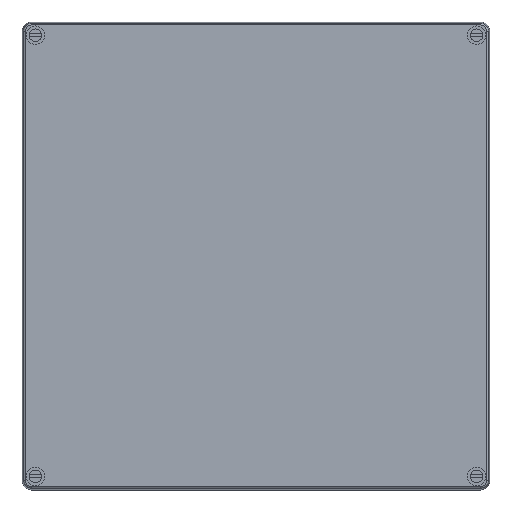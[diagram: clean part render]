
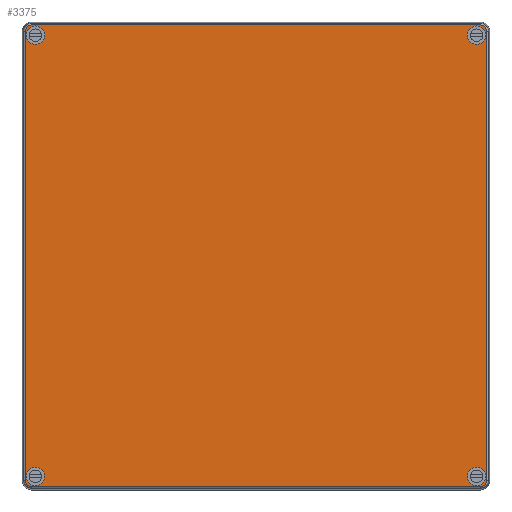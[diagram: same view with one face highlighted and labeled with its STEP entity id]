
A CAD part, top view. The second image highlights one B-rep face of the part: STEP entity #3375.
In plain terms, the highlighted planar face has unit normal (0, 0, 1).
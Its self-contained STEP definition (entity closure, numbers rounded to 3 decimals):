
#3375 = ADVANCED_FACE( '', ( #8293, #8294, #8295, #8296, #8297 ), #8298, .T. );
#8293 = FACE_BOUND( '', #15021, .T. );
#8294 = FACE_BOUND( '', #15022, .T. );
#8295 = FACE_BOUND( '', #15023, .T. );
#8296 = FACE_BOUND( '', #15024, .T. );
#8297 = FACE_OUTER_BOUND( '', #15025, .T. );
#8298 = PLANE( '', #15026 );
#15021 = EDGE_LOOP( '', ( #25015 ) );
#15022 = EDGE_LOOP( '', ( #25016 ) );
#15023 = EDGE_LOOP( '', ( #25017 ) );
#15024 = EDGE_LOOP( '', ( #25018 ) );
#15025 = EDGE_LOOP( '', ( #25019, #25020, #25021, #25022, #25023, #25024, #25025, #25026 ) );
#15026 = AXIS2_PLACEMENT_3D( '', #25027, #25028, #25029 );
#25015 = ORIENTED_EDGE( '', *, *, #41108, .F. );
#25016 = ORIENTED_EDGE( '', *, *, #41109, .F. );
#25017 = ORIENTED_EDGE( '', *, *, #41110, .F. );
#25018 = ORIENTED_EDGE( '', *, *, #41111, .F. );
#25019 = ORIENTED_EDGE( '', *, *, #41112, .T. );
#25020 = ORIENTED_EDGE( '', *, *, #41113, .F. );
#25021 = ORIENTED_EDGE( '', *, *, #41114, .F. );
#25022 = ORIENTED_EDGE( '', *, *, #41115, .T. );
#25023 = ORIENTED_EDGE( '', *, *, #41116, .F. );
#25024 = ORIENTED_EDGE( '', *, *, #40621, .T. );
#25025 = ORIENTED_EDGE( '', *, *, #41117, .T. );
#25026 = ORIENTED_EDGE( '', *, *, #41118, .F. );
#25027 = CARTESIAN_POINT( '', ( 0., 0., 38. ) );
#25028 = DIRECTION( '', ( 0., 0., 1. ) );
#25029 = DIRECTION( '', ( 1., 0., 0. ) );
#40621 = EDGE_CURVE( '', #49490, #49492, #49494, .T. );
#41108 = EDGE_CURVE( '', #50272, #50272, #50273, .T. );
#41109 = EDGE_CURVE( '', #50274, #50274, #50275, .T. );
#41110 = EDGE_CURVE( '', #50276, #50276, #50277, .T. );
#41111 = EDGE_CURVE( '', #50278, #50278, #50279, .T. );
#41112 = EDGE_CURVE( '', #50280, #50281, #50282, .T. );
#41113 = EDGE_CURVE( '', #50283, #50281, #50284, .T. );
#41114 = EDGE_CURVE( '', #50285, #50283, #50286, .F. );
#41115 = EDGE_CURVE( '', #50285, #50287, #50288, .T. );
#41116 = EDGE_CURVE( '', #49490, #50287, #50289, .T. );
#41117 = EDGE_CURVE( '', #49492, #50290, #50291, .F. );
#41118 = EDGE_CURVE( '', #50280, #50290, #50292, .T. );
#49490 = VERTEX_POINT( '', #61601 );
#49492 = VERTEX_POINT( '', #61603 );
#49494 = CIRCLE( '', #61605, 4.031 );
#50272 = VERTEX_POINT( '', #62641 );
#50273 = CIRCLE( '', #62642, 5.9 );
#50274 = VERTEX_POINT( '', #62643 );
#50275 = CIRCLE( '', #62644, 5.9 );
#50276 = VERTEX_POINT( '', #62645 );
#50277 = CIRCLE( '', #62646, 5.9 );
#50278 = VERTEX_POINT( '', #62647 );
#50279 = CIRCLE( '', #62648, 5.9 );
#50280 = VERTEX_POINT( '', #62649 );
#50281 = VERTEX_POINT( '', #62650 );
#50282 = LINE( '', #62651, #62652 );
#50283 = VERTEX_POINT( '', #62653 );
#50284 = CIRCLE( '', #62654, 4.031 );
#50285 = VERTEX_POINT( '', #62655 );
#50286 = LINE( '', #62656, #62657 );
#50287 = VERTEX_POINT( '', #62658 );
#50288 = CIRCLE( '', #62659, 4.031 );
#50289 = LINE( '', #62660, #62661 );
#50290 = VERTEX_POINT( '', #62662 );
#50291 = LINE( '', #62663, #62664 );
#50292 = CIRCLE( '', #62665, 4.031 );
#61601 = CARTESIAN_POINT( '', ( 144., -148.031, 38. ) );
#61603 = CARTESIAN_POINT( '', ( 148.031, -144., 38. ) );
#61605 = AXIS2_PLACEMENT_3D( '', #73271, #73272, #73273 );
#62641 = CARTESIAN_POINT( '', ( -135.6, -141.5, 38. ) );
#62642 = AXIS2_PLACEMENT_3D( '', #73895, #73896, #73897 );
#62643 = CARTESIAN_POINT( '', ( 147.4, -141.5, 38. ) );
#62644 = AXIS2_PLACEMENT_3D( '', #73898, #73899, #73900 );
#62645 = CARTESIAN_POINT( '', ( -135.6, 141.5, 38. ) );
#62646 = AXIS2_PLACEMENT_3D( '', #73901, #73902, #73903 );
#62647 = CARTESIAN_POINT( '', ( 147.4, 141.5, 38. ) );
#62648 = AXIS2_PLACEMENT_3D( '', #73904, #73905, #73906 );
#62649 = CARTESIAN_POINT( '', ( 144., 148.031, 38. ) );
#62650 = CARTESIAN_POINT( '', ( -144., 148.031, 38. ) );
#62651 = CARTESIAN_POINT( '', ( 150., 148.031, 38. ) );
#62652 = VECTOR( '', #73907, 1000. );
#62653 = CARTESIAN_POINT( '', ( -148.031, 144., 38. ) );
#62654 = AXIS2_PLACEMENT_3D( '', #73908, #73909, #73910 );
#62655 = CARTESIAN_POINT( '', ( -148.031, -144., 38. ) );
#62656 = CARTESIAN_POINT( '', ( -148.031, 150., 38. ) );
#62657 = VECTOR( '', #73911, 1000. );
#62658 = CARTESIAN_POINT( '', ( -144., -148.031, 38. ) );
#62659 = AXIS2_PLACEMENT_3D( '', #73912, #73913, #73914 );
#62660 = CARTESIAN_POINT( '', ( 150., -148.031, 38. ) );
#62661 = VECTOR( '', #73915, 1000. );
#62662 = CARTESIAN_POINT( '', ( 148.031, 144., 38. ) );
#62663 = CARTESIAN_POINT( '', ( 148.031, 150., 38. ) );
#62664 = VECTOR( '', #73916, 1000. );
#62665 = AXIS2_PLACEMENT_3D( '', #73917, #73918, #73919 );
#73271 = CARTESIAN_POINT( '', ( 144., -144., 38. ) );
#73272 = DIRECTION( '', ( 0., 0., 1. ) );
#73273 = DIRECTION( '', ( 1., 0., 0. ) );
#73895 = CARTESIAN_POINT( '', ( -141.5, -141.5, 38. ) );
#73896 = DIRECTION( '', ( 0., 0., 1. ) );
#73897 = DIRECTION( '', ( 1., 0., 0. ) );
#73898 = CARTESIAN_POINT( '', ( 141.5, -141.5, 38. ) );
#73899 = DIRECTION( '', ( 0., 0., 1. ) );
#73900 = DIRECTION( '', ( 1., 0., 0. ) );
#73901 = CARTESIAN_POINT( '', ( -141.5, 141.5, 38. ) );
#73902 = DIRECTION( '', ( 0., 0., 1. ) );
#73903 = DIRECTION( '', ( 1., 0., 0. ) );
#73904 = CARTESIAN_POINT( '', ( 141.5, 141.5, 38. ) );
#73905 = DIRECTION( '', ( 0., 0., 1. ) );
#73906 = DIRECTION( '', ( 1., 0., 0. ) );
#73907 = DIRECTION( '', ( -1., 0., 0. ) );
#73908 = CARTESIAN_POINT( '', ( -144., 144., 38. ) );
#73909 = DIRECTION( '', ( 0., 0., -1. ) );
#73910 = DIRECTION( '', ( -1., 0., 0. ) );
#73911 = DIRECTION( '', ( 0., -1., 0. ) );
#73912 = CARTESIAN_POINT( '', ( -144., -144., 38. ) );
#73913 = DIRECTION( '', ( 0., 0., 1. ) );
#73914 = DIRECTION( '', ( 1., 0., 0. ) );
#73915 = DIRECTION( '', ( -1., 0., 0. ) );
#73916 = DIRECTION( '', ( 0., -1., 0. ) );
#73917 = CARTESIAN_POINT( '', ( 144., 144., 38. ) );
#73918 = DIRECTION( '', ( 0., 0., -1. ) );
#73919 = DIRECTION( '', ( -1., 0., 0. ) );
